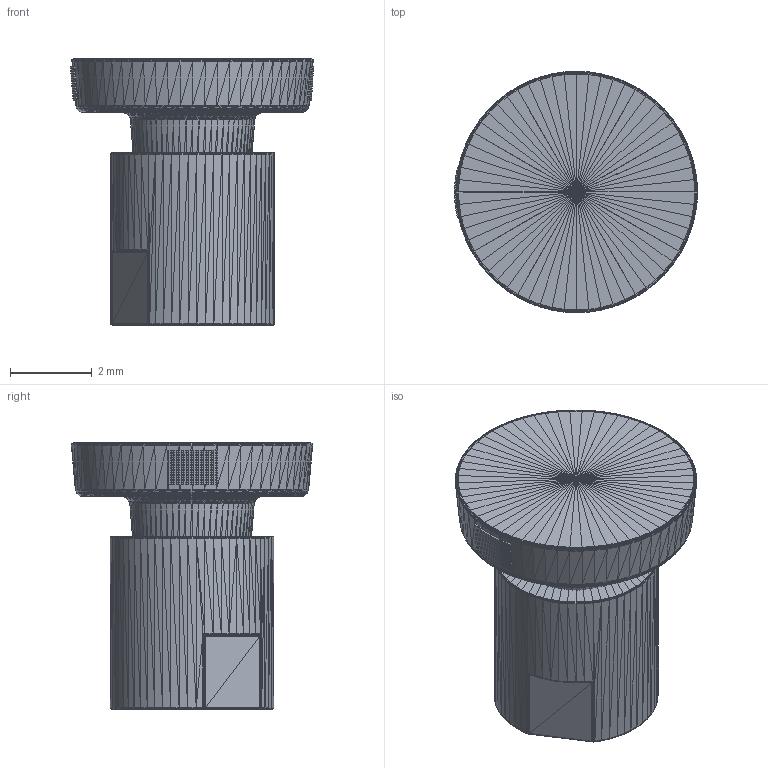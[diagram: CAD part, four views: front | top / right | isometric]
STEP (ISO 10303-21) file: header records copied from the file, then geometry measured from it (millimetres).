
FILE_DESCRIPTION(('FreeCAD Model'),'2;1');
FILE_NAME('Open CASCADE Shape Model','2024-11-07T13:34:49',('Author'),( ''),'Open CASCADE STEP processor 7.6','FreeCAD','Unknown');
FILE_SCHEMA(('AUTOMOTIVE_DESIGN { 1 0 10303 214 1 1 1 1 }'));
Products named in the file (1): REGISTRO_DE_GAVETA_E_PRESS__O_TELL__4900_11_PQ001
Bounding box: 5.93 x 5.89 x 6.49 mm (x, y, z)
Topology: 0 solids, 5 shells, 16802 faces, 25236 edges, 8427 vertices
Faces by surface type: plane 16802
Entity records: 328368 total; most frequent: DIRECTION 58896, ORIENTED_EDGE 50556, CARTESIAN_POINT 50529, EDGE_CURVE 25300, LINE 25300, VECTOR 25300, AXIS2_PLACEMENT_3D 16798, ADVANCED_FACE 16797
